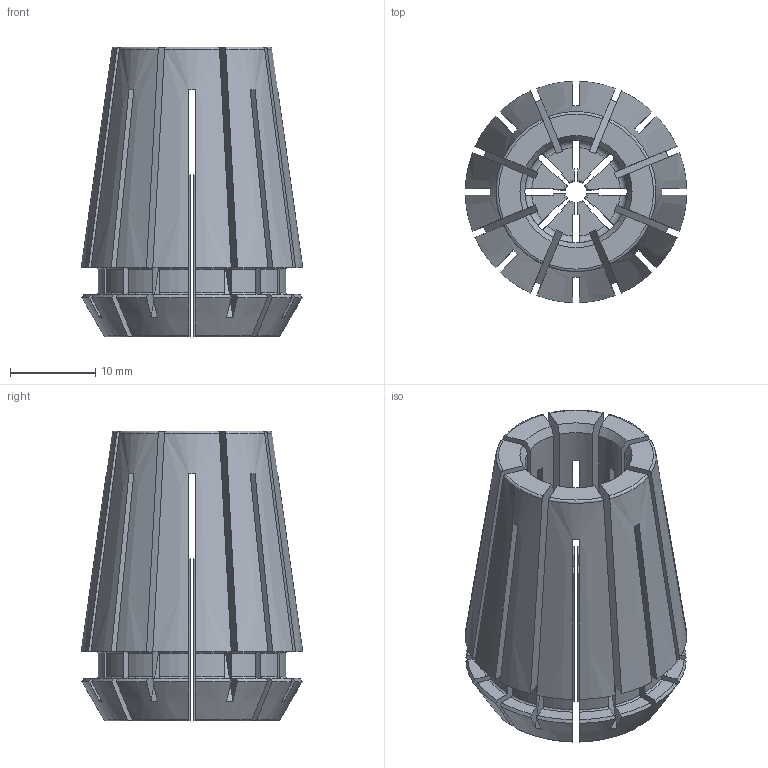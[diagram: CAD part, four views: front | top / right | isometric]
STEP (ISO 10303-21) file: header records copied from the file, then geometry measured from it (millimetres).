
FILE_DESCRIPTION(/* description */ (''),/* implementation_level */ '2;1');
FILE_NAME(/* name */ '112502501.stp',/* time_stamp */ '2021-01-08T12:55:07',/* author */ ('LRA'),/* organization */ ('REGO-FIX'),/* preprocessor_version */ ' Unknown',/* originating_system */ 'SIEMENS PLM Software Solid Edge ST10',/* authorization */ 'Unknown');
FILE_SCHEMA (('AUTOMOTIVE_DESIGN { 1 0 10303 214 2 1 1}'));
Length unit declared in the file: millimetre
Products named in the file (1): NOCUT
Bounding box: 25.99 x 25.99 x 34 mm (x, y, z)
Volume: 9423 mm3; surface area: 9492.5 mm2
Topology: 1 solids, 1 shells, 352 faces, 1032 edges, 680 vertices
Faces by surface type: plane 152, torus 80, cylinder 80, cone 40
Entity records: 12196 total; most frequent: CARTESIAN_POINT 2892, ORIENTED_EDGE 2064, DIRECTION 1888, EDGE_CURVE 1032, AXIS2_PLACEMENT_3D 724, VERTEX_POINT 680, LINE 440, VECTOR 440
